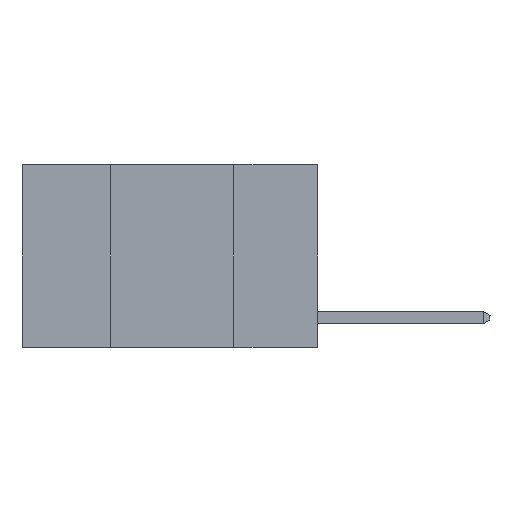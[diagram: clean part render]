
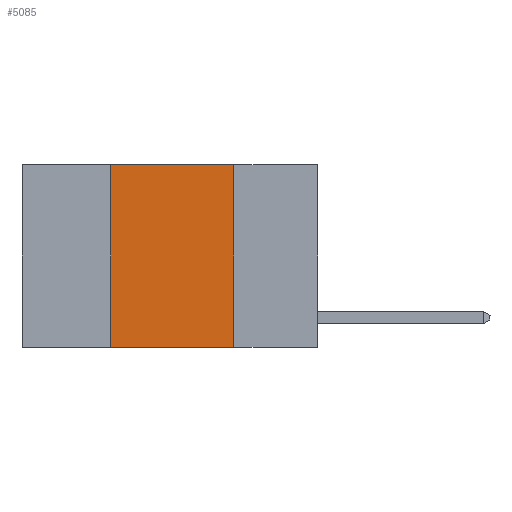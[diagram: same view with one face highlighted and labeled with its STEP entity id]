
A CAD part, left-side view. The second image highlights one B-rep face of the part: STEP entity #5085.
In plain terms, the highlighted planar face has unit normal (-1, 0, 0).
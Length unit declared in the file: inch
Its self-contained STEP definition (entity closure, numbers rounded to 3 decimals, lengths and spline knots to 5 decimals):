
#222 = ORIENTED_EDGE ( 'NONE', *, *, #4299, .F. ) ;
#541 = LINE ( 'NONE', #3291, #10966 ) ;
#2059 = DIRECTION ( 'NONE',  ( 0., 0., -1. ) ) ;
#2087 = FACE_OUTER_BOUND ( 'NONE', #10320, .T. ) ;
#2741 = VERTEX_POINT ( 'NONE', #9696 ) ;
#2787 = EDGE_CURVE ( 'NONE', #4630, #2741, #4221, .T. ) ;
#3291 = CARTESIAN_POINT ( 'NONE',  ( 0., 0.17, 0. ) ) ;
#3348 = VECTOR ( 'NONE', #10488, 39.37008 ) ;
#4147 = CARTESIAN_POINT ( 'NONE',  ( 0., 0.17, 0. ) ) ;
#4221 = LINE ( 'NONE', #12317, #15504 ) ;
#4299 = EDGE_CURVE ( 'NONE', #6805, #9953, #541, .T. ) ;
#4630 = VERTEX_POINT ( 'NONE', #14722 ) ;
#5085 = ADVANCED_FACE ( 'NONE', ( #2087 ), #11923, .F. ) ;
#6098 = EDGE_CURVE ( 'NONE', #4630, #9953, #15992, .T. ) ;
#6261 = ORIENTED_EDGE ( 'NONE', *, *, #7367, .F. ) ;
#6775 = LINE ( 'NONE', #12986, #3348 ) ;
#6805 = VERTEX_POINT ( 'NONE', #4147 ) ;
#7106 = AXIS2_PLACEMENT_3D ( 'NONE', #15837, #9503, #13194 ) ;
#7367 = EDGE_CURVE ( 'NONE', #2741, #6805, #6775, .T. ) ;
#7738 = DIRECTION ( 'NONE',  ( 0., -1., 0. ) ) ;
#9503 = DIRECTION ( 'NONE',  ( 1., 0., 0. ) ) ;
#9696 = CARTESIAN_POINT ( 'NONE',  ( 0., 0.42, 0. ) ) ;
#9752 = CARTESIAN_POINT ( 'NONE',  ( 0., 0.17, -0.37 ) ) ;
#9953 = VERTEX_POINT ( 'NONE', #9752 ) ;
#10320 = EDGE_LOOP ( 'NONE', ( #222, #6261, #16443, #15965 ) ) ;
#10488 = DIRECTION ( 'NONE',  ( 0., -1., 0. ) ) ;
#10966 = VECTOR ( 'NONE', #2059, 39.37008 ) ;
#11923 = PLANE ( 'NONE',  #7106 ) ;
#12317 = CARTESIAN_POINT ( 'NONE',  ( 0., 0.42, 0. ) ) ;
#12986 = CARTESIAN_POINT ( 'NONE',  ( 0., 0.6, 0. ) ) ;
#13194 = DIRECTION ( 'NONE',  ( 0., 0., -1. ) ) ;
#13574 = VECTOR ( 'NONE', #7738, 39.37008 ) ;
#13752 = DIRECTION ( 'NONE',  ( 0., 0., 1. ) ) ;
#14722 = CARTESIAN_POINT ( 'NONE',  ( 0., 0.42, -0.37 ) ) ;
#15477 = CARTESIAN_POINT ( 'NONE',  ( 0., 0.6, -0.37 ) ) ;
#15504 = VECTOR ( 'NONE', #13752, 39.37008 ) ;
#15837 = CARTESIAN_POINT ( 'NONE',  ( 0., 0.6, 0. ) ) ;
#15965 = ORIENTED_EDGE ( 'NONE', *, *, #6098, .T. ) ;
#15992 = LINE ( 'NONE', #15477, #13574 ) ;
#16443 = ORIENTED_EDGE ( 'NONE', *, *, #2787, .F. ) ;
